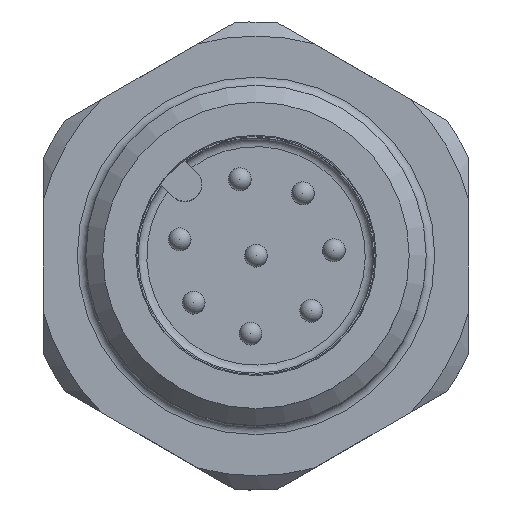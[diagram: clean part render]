
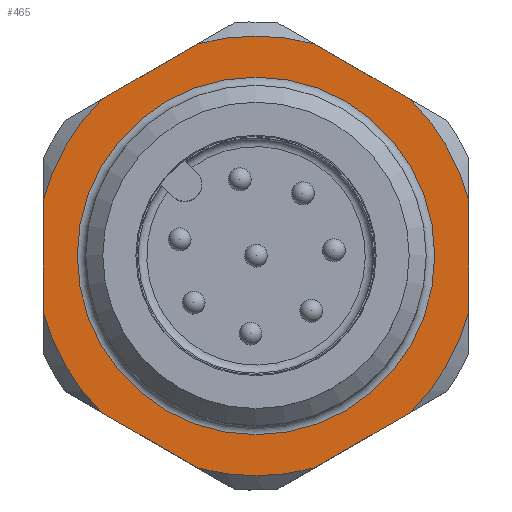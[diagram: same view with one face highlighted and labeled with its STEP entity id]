
A CAD part, top view. The second image highlights one B-rep face of the part: STEP entity #465.
In plain terms, the highlighted planar face has unit normal (0, 0, 1).
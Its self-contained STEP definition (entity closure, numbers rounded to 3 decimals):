
#85=PLANE('',#1736);
#127=LINE('',#2703,#159);
#128=LINE('',#2704,#160);
#129=LINE('',#2705,#161);
#130=LINE('',#2706,#162);
#131=LINE('',#2707,#163);
#132=LINE('',#2708,#164);
#159=VECTOR('',#2073,1.);
#160=VECTOR('',#2074,1.);
#161=VECTOR('',#2075,1.);
#162=VECTOR('',#2076,1.);
#163=VECTOR('',#2077,1.);
#164=VECTOR('',#2078,1.);
#270=FACE_BOUND('',#665,.T.);
#271=FACE_BOUND('',#666,.T.);
#465=ADVANCED_FACE('',(#270,#271),#85,.F.);
#665=EDGE_LOOP('',(#944));
#666=EDGE_LOOP('',(#945,#946,#947,#948,#949,#950,#951,#952,#953,#954,#955,
#956));
#944=ORIENTED_EDGE('',*,*,#1400,.T.);
#945=ORIENTED_EDGE('',*,*,#1425,.F.);
#946=ORIENTED_EDGE('',*,*,#1420,.F.);
#947=ORIENTED_EDGE('',*,*,#1426,.F.);
#948=ORIENTED_EDGE('',*,*,#1402,.F.);
#949=ORIENTED_EDGE('',*,*,#1427,.F.);
#950=ORIENTED_EDGE('',*,*,#1406,.F.);
#951=ORIENTED_EDGE('',*,*,#1428,.F.);
#952=ORIENTED_EDGE('',*,*,#1410,.F.);
#953=ORIENTED_EDGE('',*,*,#1429,.F.);
#954=ORIENTED_EDGE('',*,*,#1414,.F.);
#955=ORIENTED_EDGE('',*,*,#1430,.F.);
#956=ORIENTED_EDGE('',*,*,#1422,.F.);
#1242=VERTEX_POINT('',#2611);
#1243=VERTEX_POINT('',#2617);
#1245=VERTEX_POINT('',#2620);
#1247=VERTEX_POINT('',#2632);
#1249=VERTEX_POINT('',#2635);
#1251=VERTEX_POINT('',#2647);
#1253=VERTEX_POINT('',#2650);
#1255=VERTEX_POINT('',#2662);
#1257=VERTEX_POINT('',#2665);
#1260=VERTEX_POINT('',#2678);
#1262=VERTEX_POINT('',#2685);
#1263=VERTEX_POINT('',#2692);
#1265=VERTEX_POINT('',#2695);
#1400=EDGE_CURVE('',#1242,#1242,#1566,.T.);
#1402=EDGE_CURVE('',#1243,#1245,#1567,.T.);
#1406=EDGE_CURVE('',#1247,#1249,#1569,.T.);
#1410=EDGE_CURVE('',#1251,#1253,#1571,.T.);
#1414=EDGE_CURVE('',#1255,#1257,#1573,.T.);
#1420=EDGE_CURVE('',#1262,#1260,#1576,.T.);
#1422=EDGE_CURVE('',#1263,#1265,#1577,.T.);
#1425=EDGE_CURVE('',#1260,#1263,#127,.T.);
#1426=EDGE_CURVE('',#1245,#1262,#128,.T.);
#1427=EDGE_CURVE('',#1249,#1243,#129,.T.);
#1428=EDGE_CURVE('',#1253,#1247,#130,.T.);
#1429=EDGE_CURVE('',#1257,#1251,#131,.T.);
#1430=EDGE_CURVE('',#1265,#1255,#132,.T.);
#1566=CIRCLE('',#1716,6.3);
#1567=CIRCLE('',#1718,7.75);
#1569=CIRCLE('',#1721,7.75);
#1571=CIRCLE('',#1724,7.75);
#1573=CIRCLE('',#1727,7.75);
#1576=CIRCLE('',#1731,7.75);
#1577=CIRCLE('',#1733,7.75);
#1716=AXIS2_PLACEMENT_3D('',#2610,#2033,#2034);
#1718=AXIS2_PLACEMENT_3D('',#2619,#2037,#2038);
#1721=AXIS2_PLACEMENT_3D('',#2634,#2043,#2044);
#1724=AXIS2_PLACEMENT_3D('',#2649,#2049,#2050);
#1727=AXIS2_PLACEMENT_3D('',#2664,#2055,#2056);
#1731=AXIS2_PLACEMENT_3D('',#2686,#2063,#2064);
#1733=AXIS2_PLACEMENT_3D('',#2694,#2067,#2068);
#1736=AXIS2_PLACEMENT_3D('',#2709,#2079,#2080);
#2033=DIRECTION('',(0.,0.,-1.));
#2034=DIRECTION('',(-1.,0.,0.));
#2037=DIRECTION('',(0.,0.,-1.));
#2038=DIRECTION('',(-1.,0.,0.));
#2043=DIRECTION('',(0.,0.,-1.));
#2044=DIRECTION('',(-1.,0.,0.));
#2049=DIRECTION('',(0.,0.,-1.));
#2050=DIRECTION('',(-1.,0.,0.));
#2055=DIRECTION('',(0.,0.,-1.));
#2056=DIRECTION('',(-1.,0.,0.));
#2063=DIRECTION('',(0.,0.,-1.));
#2064=DIRECTION('',(-1.,0.,0.));
#2067=DIRECTION('',(0.,0.,-1.));
#2068=DIRECTION('',(-1.,0.,0.));
#2073=DIRECTION('',(-0.866,-0.5,0.));
#2074=DIRECTION('',(0.,-1.,0.));
#2075=DIRECTION('',(0.866,-0.5,0.));
#2076=DIRECTION('',(0.866,0.5,0.));
#2077=DIRECTION('',(0.,1.,0.));
#2078=DIRECTION('',(-0.866,0.5,0.));
#2079=DIRECTION('',(0.,0.,-1.));
#2080=DIRECTION('',(1.,0.,0.));
#2610=CARTESIAN_POINT('',(50.,52.6,8.9));
#2611=CARTESIAN_POINT('',(43.7,52.6,8.9));
#2617=CARTESIAN_POINT('',(55.441,58.119,8.9));
#2619=CARTESIAN_POINT('',(50.,52.6,8.9));
#2620=CARTESIAN_POINT('',(57.5,54.553,8.9));
#2632=CARTESIAN_POINT('',(47.941,60.071,8.9));
#2634=CARTESIAN_POINT('',(50.,52.6,8.9));
#2635=CARTESIAN_POINT('',(52.059,60.071,8.9));
#2647=CARTESIAN_POINT('',(42.5,54.553,8.9));
#2649=CARTESIAN_POINT('',(50.,52.6,8.9));
#2650=CARTESIAN_POINT('',(44.559,58.119,8.9));
#2662=CARTESIAN_POINT('',(44.559,47.081,8.9));
#2664=CARTESIAN_POINT('',(50.,52.6,8.9));
#2665=CARTESIAN_POINT('',(42.5,50.647,8.9));
#2678=CARTESIAN_POINT('',(55.441,47.081,8.9));
#2685=CARTESIAN_POINT('',(57.5,50.647,8.9));
#2686=CARTESIAN_POINT('',(50.,52.6,8.9));
#2692=CARTESIAN_POINT('',(52.059,45.129,8.9));
#2694=CARTESIAN_POINT('',(50.,52.6,8.9));
#2695=CARTESIAN_POINT('',(47.941,45.129,8.9));
#2703=CARTESIAN_POINT('',(56.348,47.605,8.9));
#2704=CARTESIAN_POINT('',(57.5,58.6,8.9));
#2705=CARTESIAN_POINT('',(51.152,60.595,8.9));
#2706=CARTESIAN_POINT('',(48.848,60.595,8.9));
#2707=CARTESIAN_POINT('',(42.5,58.6,8.9));
#2708=CARTESIAN_POINT('',(43.652,47.605,8.9));
#2709=CARTESIAN_POINT('',(50.,58.6,8.9));
